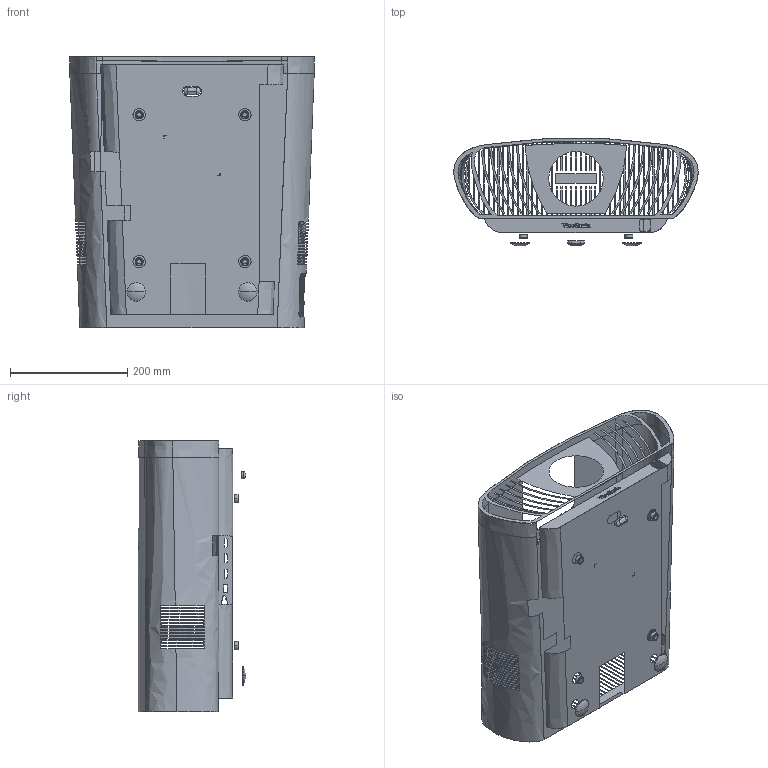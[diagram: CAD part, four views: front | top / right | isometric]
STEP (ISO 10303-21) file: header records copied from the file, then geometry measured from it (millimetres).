
FILE_DESCRIPTION((''),'2;1');
FILE_NAME('SINGLE','2020-05-11T',('ChenPet'),(''),'PRO/ENGINEER BY PARAMETRIC TECHNOLOGY CORPORATION, 2009440','PRO/ENGINEER BY PARAMETRIC TECHNOLOGY CORPORATION, 2009440','');
FILE_SCHEMA(('CONFIG_CONTROL_DESIGN'));
Length unit declared in the file: millimetre
Products named in the file (1): SINGLE
Bounding box: 416 x 183.2 x 463 mm (x, y, z)
Surface area: 459585.4 mm2 (no closed solid volume)
Topology: 0 solids, 82 shells, 128 faces, 1330 edges, 1248 vertices
Faces by surface type: plane 82, cylinder 16, extrusion 10, torus 8, bspline 6, sphere 4, revolution 2
Entity records: 15121 total; most frequent: CARTESIAN_POINT 7025, ORIENTED_EDGE 1464, EDGE_CURVE 1326, VERTEX_POINT 1248, DIRECTION 1193, B_SPLINE_CURVE_WITH_KNOTS 617, VECTOR 491, LINE 481
